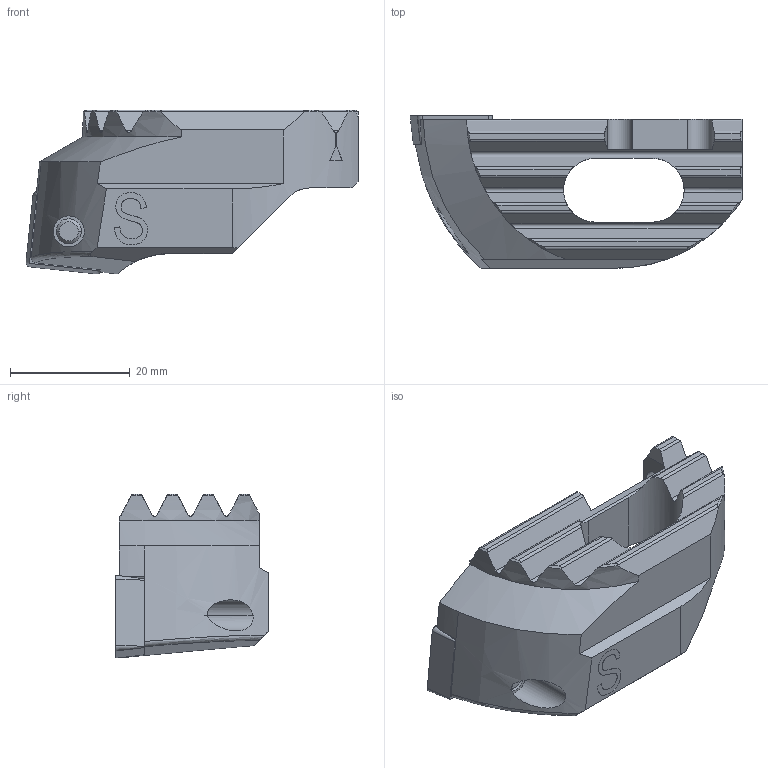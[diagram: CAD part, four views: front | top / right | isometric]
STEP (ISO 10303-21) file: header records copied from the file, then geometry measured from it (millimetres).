
FILE_DESCRIPTION(('no description'),'unknown implementation level');
FILE_NAME('5AB1610E-F6A4-45E2-9E87-B58BA61DDD65_export.stp',' ',('CIMSOURCE GmbH'),('CADClick - KiM GmbH - www.kimweb.de'),'unknown preprocess','ACIS','unknown authorization');
FILE_SCHEMA(('automotive_design'));
Length unit declared in the file: millimetre
Products named in the file (3): 639.155 Kaiser 69-86 SW53 SC12 S|694.150 Kaiser ETL M5 X 13,3 T20 IP 10S;Kreismuster1; 639.155 Kaiser 69-86 SW53 SC12 S|639.155 Kaiser 69-86 SW53 SC12 S;Marke; 639.155 Kaiser 69-86 SW53 SC12 S|654.350 Kaiser SCMT 120408 P20C;Kombinieren1
Bounding box: 55.5 x 25.46 x 27.4 mm (x, y, z)
Volume: 15820.6 mm3; surface area: 7106.8 mm2
Topology: 3 solids, 3 shells, 201 faces, 550 edges, 357 vertices
Faces by surface type: plane 76, cylinder 63, bspline 31, cone 23, torus 8
Entity records: 15922 total; most frequent: CARTESIAN_POINT 4796, STYLED_ITEM 1111, PRESENTATION_STYLE_ASSIGNMENT 1111, COLOUR_RGB 1111, ORIENTED_EDGE 1100, DIRECTION 953, EDGE_CURVE 550, CURVE_STYLE 550
